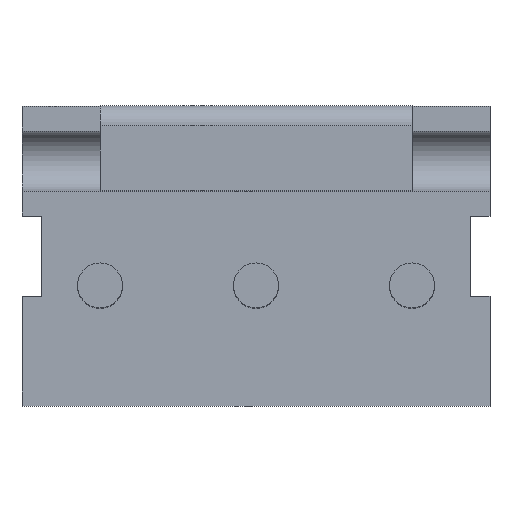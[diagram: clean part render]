
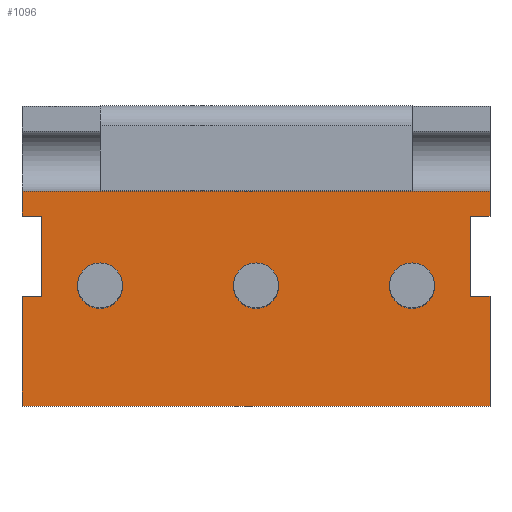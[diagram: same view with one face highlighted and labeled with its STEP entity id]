
A CAD part, top view. The second image highlights one B-rep face of the part: STEP entity #1096.
In plain terms, the highlighted planar face has unit normal (0, 0, 1).
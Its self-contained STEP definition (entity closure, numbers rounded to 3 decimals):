
#76=DIRECTION('',(0.,1.,0.));
#77=VECTOR('',#76,0.635);
#78=CARTESIAN_POINT('',(5.944,1.016,0.));
#79=LINE('',#78,#77);
#133=DIRECTION('',(0.,1.,0.));
#134=VECTOR('',#133,2.794);
#135=CARTESIAN_POINT('',(5.944,-3.81,0.));
#136=LINE('',#135,#134);
#305=DIRECTION('',(-1.,0.,0.));
#306=VECTOR('',#305,0.5);
#307=CARTESIAN_POINT('',(5.944,1.016,0.));
#308=LINE('',#307,#306);
#309=DIRECTION('',(0.,-1.,0.));
#310=VECTOR('',#309,2.032);
#311=CARTESIAN_POINT('',(5.444,1.016,0.));
#312=LINE('',#311,#310);
#313=DIRECTION('',(-1.,0.,0.));
#314=VECTOR('',#313,0.5);
#315=CARTESIAN_POINT('',(5.944,-1.016,0.));
#316=LINE('',#315,#314);
#317=DIRECTION('',(-1.,0.,0.));
#318=VECTOR('',#317,11.887);
#319=CARTESIAN_POINT('',(5.944,-3.81,0.));
#320=LINE('',#319,#318);
#321=DIRECTION('',(1.,0.,0.));
#322=VECTOR('',#321,0.5);
#323=CARTESIAN_POINT('',(-5.944,-1.016,0.));
#324=LINE('',#323,#322);
#325=DIRECTION('',(0.,1.,0.));
#326=VECTOR('',#325,2.032);
#327=CARTESIAN_POINT('',(-5.444,-1.016,0.));
#328=LINE('',#327,#326);
#329=DIRECTION('',(1.,0.,0.));
#330=VECTOR('',#329,0.5);
#331=CARTESIAN_POINT('',(-5.944,1.016,0.));
#332=LINE('',#331,#330);
#333=DIRECTION('',(-1.,0.,0.));
#334=VECTOR('',#333,11.887);
#335=CARTESIAN_POINT('',(5.944,1.651,0.));
#336=LINE('',#335,#334);
#337=CARTESIAN_POINT('',(3.962,-0.762,0.));
#338=DIRECTION('',(0.,0.,1.));
#339=DIRECTION('',(1.,0.,0.));
#340=AXIS2_PLACEMENT_3D('',#337,#338,#339);
#342=CARTESIAN_POINT('',(3.962,-0.762,0.));
#343=DIRECTION('',(0.,0.,1.));
#344=DIRECTION('',(-1.,0.,0.));
#345=AXIS2_PLACEMENT_3D('',#342,#343,#344);
#347=CARTESIAN_POINT('',(0.,-0.762,0.));
#348=DIRECTION('',(0.,0.,1.));
#349=DIRECTION('',(1.,0.,0.));
#350=AXIS2_PLACEMENT_3D('',#347,#348,#349);
#352=CARTESIAN_POINT('',(0.,-0.762,0.));
#353=DIRECTION('',(0.,0.,1.));
#354=DIRECTION('',(-1.,0.,0.));
#355=AXIS2_PLACEMENT_3D('',#352,#353,#354);
#357=CARTESIAN_POINT('',(-3.962,-0.762,0.));
#358=DIRECTION('',(0.,0.,1.));
#359=DIRECTION('',(1.,0.,0.));
#360=AXIS2_PLACEMENT_3D('',#357,#358,#359);
#362=CARTESIAN_POINT('',(-3.962,-0.762,0.));
#363=DIRECTION('',(0.,0.,1.));
#364=DIRECTION('',(-1.,0.,0.));
#365=AXIS2_PLACEMENT_3D('',#362,#363,#364);
#391=DIRECTION('',(0.,1.,0.));
#392=VECTOR('',#391,2.794);
#393=CARTESIAN_POINT('',(-5.944,-3.81,0.));
#394=LINE('',#393,#392);
#448=DIRECTION('',(0.,1.,0.));
#449=VECTOR('',#448,0.635);
#450=CARTESIAN_POINT('',(-5.944,1.016,0.));
#451=LINE('',#450,#449);
#572=CARTESIAN_POINT('',(5.944,-3.81,0.));
#573=VERTEX_POINT('',#572);
#578=CARTESIAN_POINT('',(-5.944,-3.81,0.));
#579=VERTEX_POINT('',#578);
#608=CARTESIAN_POINT('',(4.534,-0.762,0.));
#609=CARTESIAN_POINT('',(3.391,-0.762,0.));
#610=VERTEX_POINT('',#608);
#611=VERTEX_POINT('',#609);
#624=CARTESIAN_POINT('',(0.572,-0.762,0.));
#625=CARTESIAN_POINT('',(-0.572,-0.762,0.));
#626=VERTEX_POINT('',#624);
#627=VERTEX_POINT('',#625);
#640=CARTESIAN_POINT('',(-3.391,-0.762,0.));
#641=CARTESIAN_POINT('',(-4.534,-0.762,0.));
#642=VERTEX_POINT('',#640);
#643=VERTEX_POINT('',#641);
#652=CARTESIAN_POINT('',(5.944,1.651,0.));
#653=VERTEX_POINT('',#652);
#654=CARTESIAN_POINT('',(-5.944,1.651,0.));
#655=VERTEX_POINT('',#654);
#693=CARTESIAN_POINT('',(5.944,1.016,0.));
#695=VERTEX_POINT('',#693);
#697=CARTESIAN_POINT('',(5.944,-1.016,0.));
#699=VERTEX_POINT('',#697);
#701=CARTESIAN_POINT('',(-5.944,-1.016,0.));
#703=VERTEX_POINT('',#701);
#705=CARTESIAN_POINT('',(-5.944,1.016,0.));
#707=VERTEX_POINT('',#705);
#716=CARTESIAN_POINT('',(5.444,1.016,0.));
#717=VERTEX_POINT('',#716);
#718=CARTESIAN_POINT('',(5.444,-1.016,0.));
#719=VERTEX_POINT('',#718);
#720=CARTESIAN_POINT('',(-5.444,-1.016,0.));
#721=VERTEX_POINT('',#720);
#722=CARTESIAN_POINT('',(-5.444,1.016,0.));
#723=VERTEX_POINT('',#722);
#1051=CARTESIAN_POINT('',(5.944,-3.81,0.));
#1052=DIRECTION('',(0.,0.,1.));
#1053=DIRECTION('',(0.,1.,0.));
#1054=AXIS2_PLACEMENT_3D('',#1051,#1052,#1053);
#1055=PLANE('',#1054);
#1056=ORIENTED_EDGE('',*,*,#782,.T.);
#1058=ORIENTED_EDGE('',*,*,#1057,.T.);
#1060=ORIENTED_EDGE('',*,*,#1059,.F.);
#1061=ORIENTED_EDGE('',*,*,#767,.F.);
#1063=ORIENTED_EDGE('',*,*,#1062,.T.);
#1065=ORIENTED_EDGE('',*,*,#1064,.T.);
#1067=ORIENTED_EDGE('',*,*,#1066,.T.);
#1069=ORIENTED_EDGE('',*,*,#1068,.T.);
#1071=ORIENTED_EDGE('',*,*,#1070,.F.);
#1073=ORIENTED_EDGE('',*,*,#1072,.T.);
#1074=ORIENTED_EDGE('',*,*,#1043,.F.);
#1075=ORIENTED_EDGE('',*,*,#731,.F.);
#1076=EDGE_LOOP('',(#1056,#1058,#1060,#1061,#1063,#1065,#1067,#1069,#1071,#1073,
#1074,#1075));
#1077=FACE_OUTER_BOUND('',#1076,.F.);
#1079=ORIENTED_EDGE('',*,*,#1078,.T.);
#1081=ORIENTED_EDGE('',*,*,#1080,.T.);
#1082=EDGE_LOOP('',(#1079,#1081));
#1083=FACE_BOUND('',#1082,.F.);
#1085=ORIENTED_EDGE('',*,*,#1084,.T.);
#1087=ORIENTED_EDGE('',*,*,#1086,.T.);
#1088=EDGE_LOOP('',(#1085,#1087));
#1089=FACE_BOUND('',#1088,.F.);
#1091=ORIENTED_EDGE('',*,*,#1090,.T.);
#1093=ORIENTED_EDGE('',*,*,#1092,.T.);
#1094=EDGE_LOOP('',(#1091,#1093));
#1095=FACE_BOUND('',#1094,.F.);
#1096=ADVANCED_FACE('',(#1077,#1083,#1089,#1095),#1055,.T.);
#341=CIRCLE('',#340,0.572);
#346=CIRCLE('',#345,0.572);
#351=CIRCLE('',#350,0.572);
#356=CIRCLE('',#355,0.572);
#361=CIRCLE('',#360,0.572);
#366=CIRCLE('',#365,0.572);
#731=EDGE_CURVE('',#695,#653,#79,.T.);
#767=EDGE_CURVE('',#573,#699,#136,.T.);
#782=EDGE_CURVE('',#695,#717,#308,.T.);
#1043=EDGE_CURVE('',#653,#655,#336,.T.);
#1057=EDGE_CURVE('',#717,#719,#312,.T.);
#1059=EDGE_CURVE('',#699,#719,#316,.T.);
#1062=EDGE_CURVE('',#573,#579,#320,.T.);
#1064=EDGE_CURVE('',#579,#703,#394,.T.);
#1066=EDGE_CURVE('',#703,#721,#324,.T.);
#1068=EDGE_CURVE('',#721,#723,#328,.T.);
#1070=EDGE_CURVE('',#707,#723,#332,.T.);
#1072=EDGE_CURVE('',#707,#655,#451,.T.);
#1078=EDGE_CURVE('',#610,#611,#341,.T.);
#1080=EDGE_CURVE('',#611,#610,#346,.T.);
#1084=EDGE_CURVE('',#626,#627,#351,.T.);
#1086=EDGE_CURVE('',#627,#626,#356,.T.);
#1090=EDGE_CURVE('',#642,#643,#361,.T.);
#1092=EDGE_CURVE('',#643,#642,#366,.T.);
